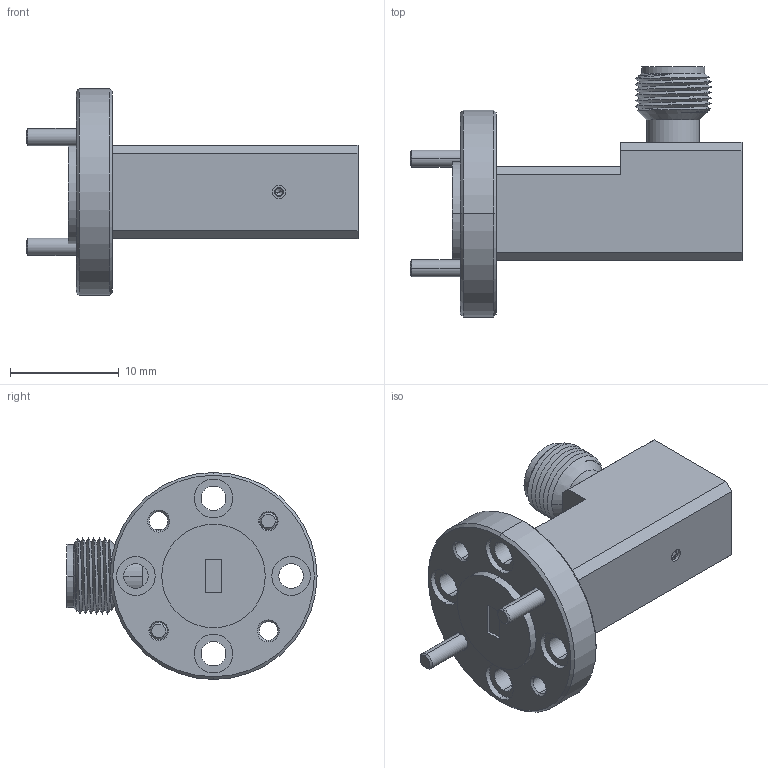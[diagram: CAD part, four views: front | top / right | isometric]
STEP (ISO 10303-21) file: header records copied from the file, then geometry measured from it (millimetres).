
FILE_DESCRIPTION (( 'STEP AP203' ), '1' );
FILE_NAME ('SWC-12VF-R1.STEP', '2019-06-06T00:10:07', ( '' ), ( '' ), 'SwSTEP 2.0', 'SolidWorks 2016', '' );
FILE_SCHEMA (( 'CONFIG_CONTROL_DESIGN' ));
Length unit declared in the file: inch
Products named in the file (1): SWC-12VF-R1
Bounding box: 30.54 x 23.01 x 19.05 mm (x, y, z)
Volume: 2937.8 mm3; surface area: 2124.7 mm2
Topology: 3 solids, 4 shells, 191 faces, 438 edges, 267 vertices
Faces by surface type: plane 70, cylinder 62, cone 49, bspline 10
Entity records: 7648 total; most frequent: CARTESIAN_POINT 3299, DIRECTION 903, ORIENTED_EDGE 864, EDGE_CURVE 432, AXIS2_PLACEMENT_3D 350, VERTEX_POINT 267, EDGE_LOOP 225, LINE 203
